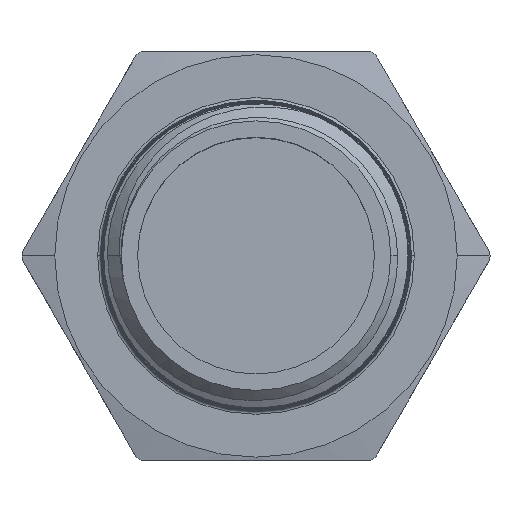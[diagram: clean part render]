
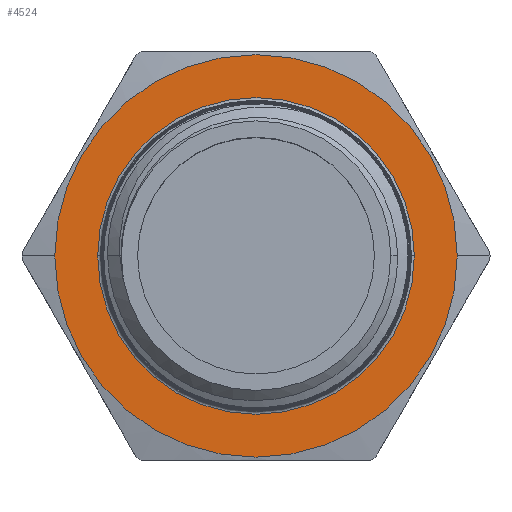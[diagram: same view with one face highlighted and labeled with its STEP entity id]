
A CAD part, top view. The second image highlights one B-rep face of the part: STEP entity #4524.
In plain terms, the highlighted planar face has unit normal (0, 0, 1).
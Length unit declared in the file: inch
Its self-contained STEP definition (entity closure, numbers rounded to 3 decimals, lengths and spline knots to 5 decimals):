
#2 = DIRECTION ( 'NONE',  ( 0., 0., -1. ) ) ;
#3 = DIRECTION ( 'NONE',  ( -1., 0., 0. ) ) ;
#237 = CARTESIAN_POINT ( 'NONE',  ( 0., 0., 0.19 ) ) ;
#238 = DIRECTION ( 'NONE',  ( 0., 0., -1. ) ) ;
#239 = DIRECTION ( 'NONE',  ( 1., 0., 0. ) ) ;
#1076 = DIRECTION ( 'NONE',  ( 0., 0., 1. ) ) ;
#1077 = CARTESIAN_POINT ( 'NONE',  ( -0.39837, -0.69, 0.19 ) ) ;
#1079 = PLANE ( 'NONE',  #3681 ) ;
#1081 = DIRECTION ( 'NONE',  ( 1., 0., 0. ) ) ;
#2791 = CARTESIAN_POINT ( 'NONE',  ( -0.68, 0., 0.19 ) ) ;
#2826 = CARTESIAN_POINT ( 'NONE',  ( 0.535, 0., 0.19 ) ) ;
#2827 = CARTESIAN_POINT ( 'NONE',  ( -0.535, 0., 0.19 ) ) ;
#2828 = CARTESIAN_POINT ( 'NONE',  ( 0.68, 0., 0.19 ) ) ;
#3105 = CIRCLE ( 'NONE', #3729, 0.535 ) ;
#3223 = CARTESIAN_POINT ( 'NONE',  ( 0., 0., 0.19 ) ) ;
#3224 = DIRECTION ( 'NONE',  ( 0., 0., -1. ) ) ;
#3225 = DIRECTION ( 'NONE',  ( -1., 0., 0. ) ) ;
#3227 = CARTESIAN_POINT ( 'NONE',  ( 0., 0., 0.19 ) ) ;
#3228 = DIRECTION ( 'NONE',  ( 0., 0., -1. ) ) ;
#3229 = DIRECTION ( 'NONE',  ( 1., 0., 0. ) ) ;
#3502 = EDGE_CURVE ( 'NONE', #4262, #4278, #4033, .T. ) ;
#3582 = EDGE_CURVE ( 'NONE', #4278, #4262, #4098, .T. ) ;
#3583 = EDGE_CURVE ( 'NONE', #4277, #4276, #4096, .T. ) ;
#3622 = AXIS2_PLACEMENT_3D ( 'NONE', #4983, #2, #3 ) ;
#3637 = AXIS2_PLACEMENT_3D ( 'NONE', #3223, #3224, #3225 ) ;
#3638 = AXIS2_PLACEMENT_3D ( 'NONE', #3227, #3228, #3229 ) ;
#3681 = AXIS2_PLACEMENT_3D ( 'NONE', #1077, #1076, #1081 ) ;
#3729 = AXIS2_PLACEMENT_3D ( 'NONE', #237, #238, #239 ) ;
#3997 = ORIENTED_EDGE ( 'NONE', *, *, #3502, .F. ) ;
#3998 = ORIENTED_EDGE ( 'NONE', *, *, #3582, .F. ) ;
#3999 = ORIENTED_EDGE ( 'NONE', *, *, #4766, .T. ) ;
#4000 = ORIENTED_EDGE ( 'NONE', *, *, #3583, .T. ) ;
#4033 = CIRCLE ( 'NONE', #3622, 0.68 ) ;
#4096 = CIRCLE ( 'NONE', #3638, 0.535 ) ;
#4098 = CIRCLE ( 'NONE', #3637, 0.68 ) ;
#4188 = FACE_OUTER_BOUND ( 'NONE', #4256, .T. ) ;
#4190 = FACE_BOUND ( 'NONE', #4258, .T. ) ;
#4256 = EDGE_LOOP ( 'NONE', ( #3997, #3998 ) ) ;
#4258 = EDGE_LOOP ( 'NONE', ( #3999, #4000 ) ) ;
#4262 = VERTEX_POINT ( 'NONE', #2791 ) ;
#4276 = VERTEX_POINT ( 'NONE', #2826 ) ;
#4277 = VERTEX_POINT ( 'NONE', #2827 ) ;
#4278 = VERTEX_POINT ( 'NONE', #2828 ) ;
#4524 = ADVANCED_FACE ( 'NONE', ( #4188, #4190 ), #1079, .T. ) ;
#4766 = EDGE_CURVE ( 'NONE', #4276, #4277, #3105, .T. ) ;
#4983 = CARTESIAN_POINT ( 'NONE',  ( 0., 0., 0.19 ) ) ;
